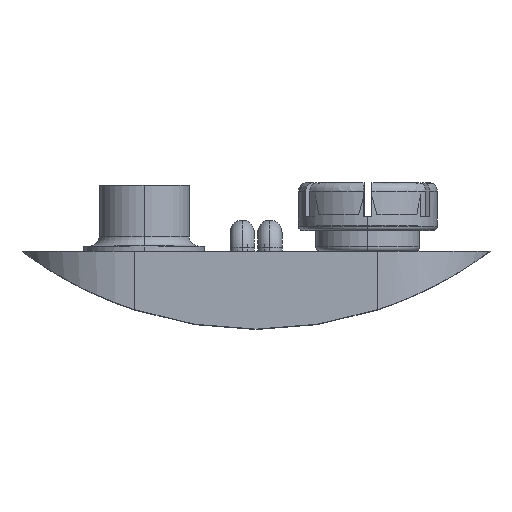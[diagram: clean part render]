
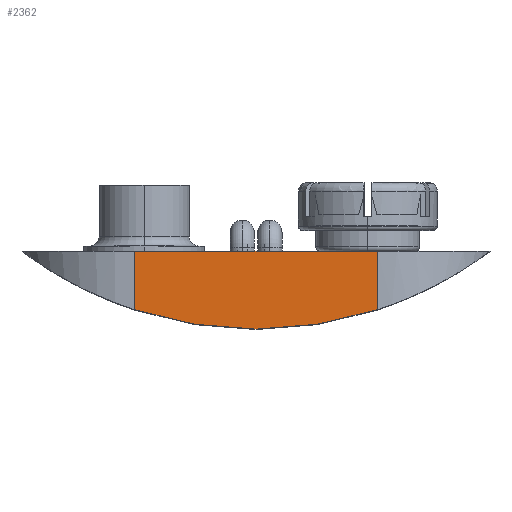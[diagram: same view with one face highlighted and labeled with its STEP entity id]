
A CAD part, top view. The second image highlights one B-rep face of the part: STEP entity #2362.
In plain terms, the highlighted planar face has unit normal (0, 0, 1).
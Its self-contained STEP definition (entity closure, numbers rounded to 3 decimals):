
#51 = EDGE_CURVE ( 'NONE', #6212, #6037, #190, .T. ) ;
#71 = PLANE ( 'NONE',  #4139 ) ;
#190 = CIRCLE ( 'NONE', #5223, 22.5 ) ;
#308 = CARTESIAN_POINT ( 'NONE',  ( 0., 4.5, 6.5 ) ) ;
#332 = ORIENTED_EDGE ( 'NONE', *, *, #6620, .F. ) ;
#493 = CARTESIAN_POINT ( 'NONE',  ( -7., 4.5, 6.5 ) ) ;
#561 = LINE ( 'NONE', #308, #4612 ) ;
#610 = CARTESIAN_POINT ( 'NONE',  ( 0., 4.5, 6.5 ) ) ;
#635 = EDGE_CURVE ( 'NONE', #6240, #6037, #1117, .T. ) ;
#678 = DIRECTION ( 'NONE',  ( -1., 0., 0. ) ) ;
#811 = EDGE_LOOP ( 'NONE', ( #6648, #5801, #5878, #332 ) ) ;
#1117 = LINE ( 'NONE', #493, #6005 ) ;
#1168 = DIRECTION ( 'NONE',  ( -1., 0., 0. ) ) ;
#1333 = CARTESIAN_POINT ( 'NONE',  ( 7., 4.5, 6.5 ) ) ;
#1522 = VECTOR ( 'NONE', #4081, 1000. ) ;
#1748 = DIRECTION ( 'NONE',  ( 0., 0., -1. ) ) ;
#1951 = CARTESIAN_POINT ( 'NONE',  ( 7., 1.117, 6.5 ) ) ;
#2258 = CARTESIAN_POINT ( 'NONE',  ( 7., 4.5, 6.5 ) ) ;
#2293 = CARTESIAN_POINT ( 'NONE',  ( -7., 1.117, 6.5 ) ) ;
#2362 = ADVANCED_FACE ( 'NONE', ( #5671 ), #71, .F. ) ;
#2520 = DIRECTION ( 'NONE',  ( 1., 0., 0. ) ) ;
#2597 = CARTESIAN_POINT ( 'NONE',  ( -7., 4.5, 6.5 ) ) ;
#2971 = CARTESIAN_POINT ( 'NONE',  ( 0., 22.5, 6.5 ) ) ;
#3326 = DIRECTION ( 'NONE',  ( 0., -1., 0. ) ) ;
#3459 = DIRECTION ( 'NONE',  ( 0., 0., -1. ) ) ;
#4081 = DIRECTION ( 'NONE',  ( 0., -1., 0. ) ) ;
#4110 = VERTEX_POINT ( 'NONE', #2258 ) ;
#4139 = AXIS2_PLACEMENT_3D ( 'NONE', #610, #1748, #1168 ) ;
#4295 = EDGE_CURVE ( 'NONE', #4110, #6212, #7075, .T. ) ;
#4612 = VECTOR ( 'NONE', #2520, 1000. ) ;
#5223 = AXIS2_PLACEMENT_3D ( 'NONE', #2971, #3459, #678 ) ;
#5671 = FACE_OUTER_BOUND ( 'NONE', #811, .T. ) ;
#5801 = ORIENTED_EDGE ( 'NONE', *, *, #51, .F. ) ;
#5878 = ORIENTED_EDGE ( 'NONE', *, *, #4295, .F. ) ;
#6005 = VECTOR ( 'NONE', #3326, 1000. ) ;
#6037 = VERTEX_POINT ( 'NONE', #2293 ) ;
#6212 = VERTEX_POINT ( 'NONE', #1951 ) ;
#6240 = VERTEX_POINT ( 'NONE', #2597 ) ;
#6620 = EDGE_CURVE ( 'NONE', #6240, #4110, #561, .T. ) ;
#6648 = ORIENTED_EDGE ( 'NONE', *, *, #635, .T. ) ;
#7075 = LINE ( 'NONE', #1333, #1522 ) ;
